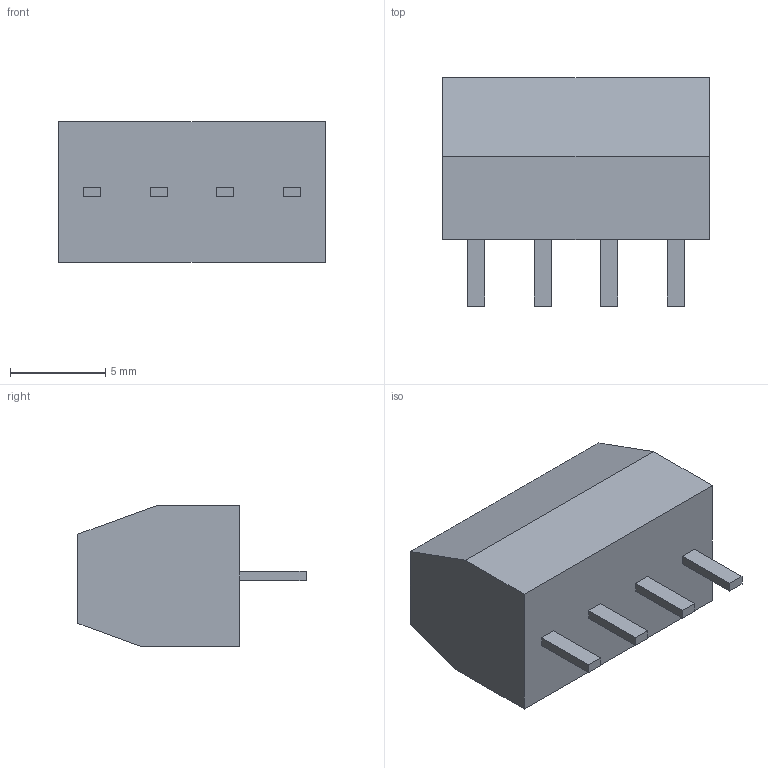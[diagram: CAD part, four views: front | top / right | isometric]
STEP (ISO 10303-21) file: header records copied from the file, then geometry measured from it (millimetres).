
FILE_DESCRIPTION(/* description */ (''),/* implementation_level */ '2;1');
FILE_NAME(/* name */ 'DB125-3.5-4P-GN-S v2.step',/* time_stamp */ '2022-11-10T19:52:48+11:00',/* author */ (''),/* organization */ (''),/* preprocessor_version */ 'ST-DEVELOPER v19.2',/* originating_system */ 'Autodesk Translation Framework v11.17.0.187',/* authorisation */ '');
FILE_SCHEMA (('AUTOMOTIVE_DESIGN { 1 0 10303 214 3 1 1 }'));
Length unit declared in the file: millimetre
Products named in the file (1): DB125-3.5-4P-GN-S
Bounding box: 14 x 12 x 7.4 mm (x, y, z)
Volume: 591.5 mm3; surface area: 887.1 mm2
Topology: 5 solids, 5 shells, 60 faces, 126 edges, 84 vertices
Faces by surface type: plane 56, cylinder 4
Full cylindrical faces by diameter (mm): 3 x4
Entity records: 1622 total; most frequent: CARTESIAN_POINT 271, DIRECTION 256, ORIENTED_EDGE 252, EDGE_CURVE 126, LINE 118, VECTOR 118, VERTEX_POINT 84, AXIS2_PLACEMENT_3D 69
